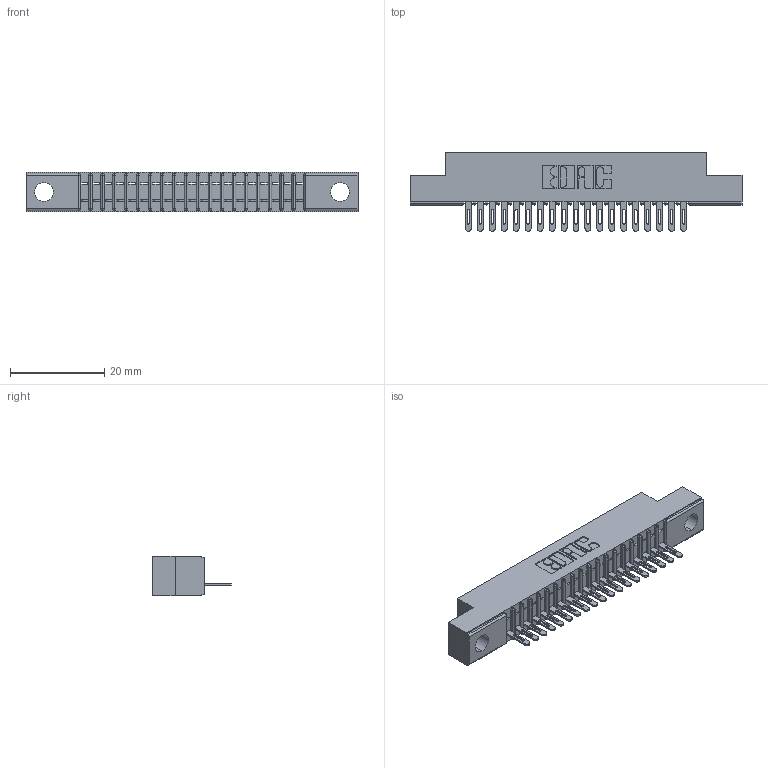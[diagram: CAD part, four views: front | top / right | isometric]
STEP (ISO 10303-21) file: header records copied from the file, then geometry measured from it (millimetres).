
FILE_DESCRIPTION (( 'STEP AP203' ), '1' );
FILE_NAME ('341-019-500-104.STEP', '2018-08-06T16:26:57', ( '' ), ( '' ), 'SwSTEP 2.0', 'SolidWorks 2016', '' );
FILE_SCHEMA (( 'CONFIG_CONTROL_DESIGN' ));
Length unit declared in the file: inch
Products named in the file (3): 341-019-500-104; 341 Part_.156 (3.96) Dia Mounting Holes; 341-292-001_341-292-100
Assembly tree (20 placements, depth 2):
  341-019-500-104
    341 Part_.156 (3.96) Dia Mounting Holes
    341-292-001_341-292-100  x19
Bounding box: 70.48 x 16.69 x 8.38 mm (x, y, z)
Volume: 3803.6 mm3; surface area: 6902.9 mm2
Topology: 20 solids, 20 shells, 1688 faces, 4855 edges, 3118 vertices
Faces by surface type: plane 1013, cylinder 599, sphere 40, torus 36
Entity records: 25876 total; most frequent: CARTESIAN_POINT 4388, ORIENTED_EDGE 4374, DIRECTION 4251, EDGE_CURVE 2187, LINE 1745, VECTOR 1745, VERTEX_POINT 1390, AXIS2_PLACEMENT_3D 1253
